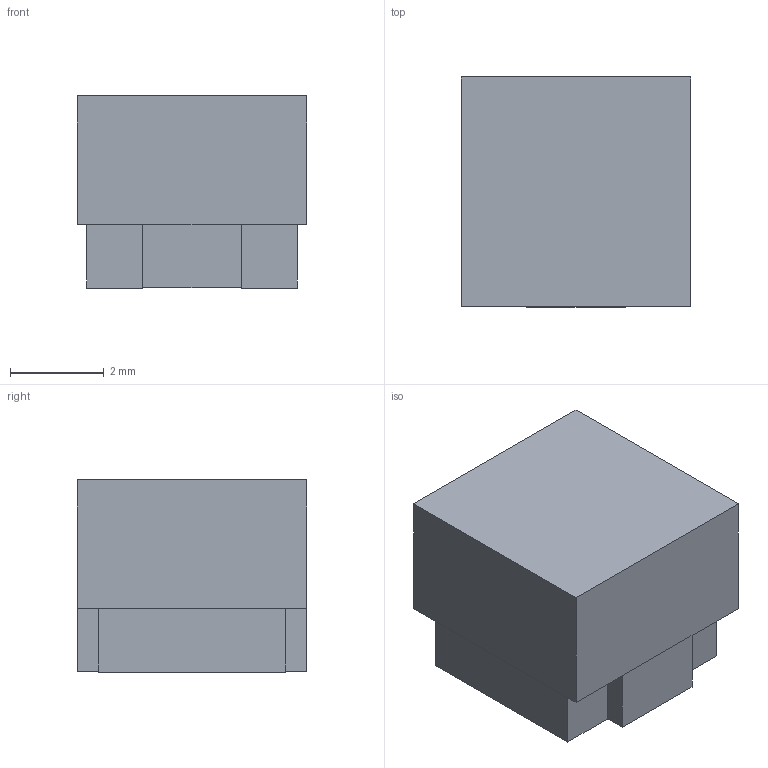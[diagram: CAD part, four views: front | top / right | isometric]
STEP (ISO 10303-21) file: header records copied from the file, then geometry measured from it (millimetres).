
FILE_DESCRIPTION(('FreeCAD Model'),'2;1');
FILE_NAME('1542861.1.2.stp','2022-02-16T04:56:04',( 'Author'),(''),'Open CASCADE STEP processor 6.9','FreeCAD','Unknown' );
FILE_SCHEMA(('AUTOMOTIVE_DESIGN { 1 0 10303 214 1 1 1 1 }'));
Length unit declared in the file: millimetre
Products named in the file (3): ASSEMBLY; solidBody; solidLead
Assembly tree (2 placements, depth 2):
  ASSEMBLY
    solidBody
    solidLead
Bounding box: 4.9 x 4.9 x 4.1 mm (x, y, z)
Volume: 92.7 mm3; surface area: 168.1 mm2
Topology: 3 solids, 3 shells, 24 faces, 50 edges, 32 vertices
Faces by surface type: plane 24
Entity records: 1345 total; most frequent: CARTESIAN_POINT 209, DIRECTION 204, LINE 150, VECTOR 150, ORIENTED_EDGE 100, PCURVE 100, DEFINITIONAL_REPRESENTATION 100, EDGE_CURVE 50
